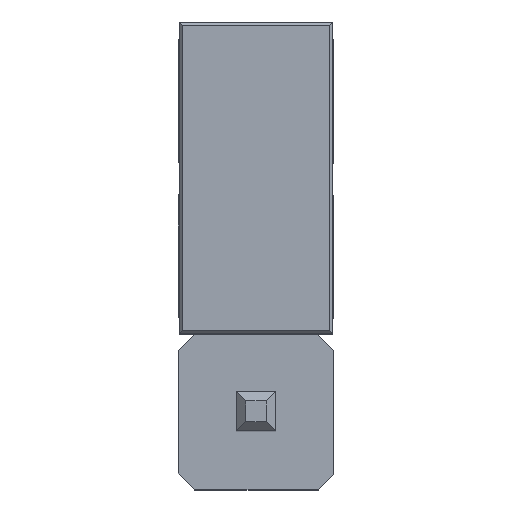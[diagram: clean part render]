
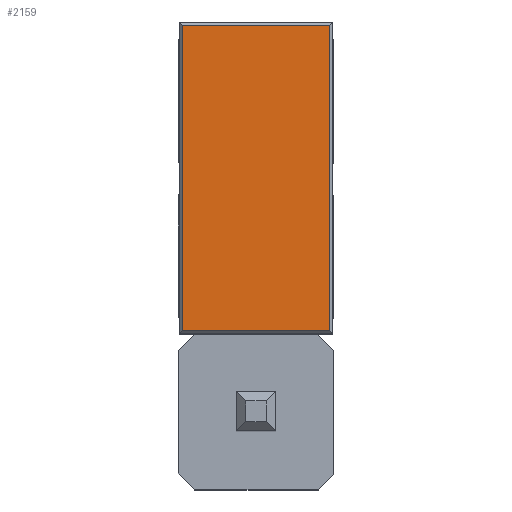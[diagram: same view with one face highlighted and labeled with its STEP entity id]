
A CAD part, top view. The second image highlights one B-rep face of the part: STEP entity #2159.
In plain terms, the highlighted planar face has unit normal (0, 0, 1).
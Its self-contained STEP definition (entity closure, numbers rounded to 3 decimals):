
#155=FACE_OUTER_BOUND('',#291,.T.);
#291=EDGE_LOOP('',(#1876,#1877,#1878,#1879));
#568=LINE('',#3409,#855);
#570=LINE('',#3414,#857);
#573=LINE('',#3418,#860);
#575=LINE('',#3421,#862);
#855=VECTOR('',#2809,10.);
#857=VECTOR('',#2813,10.);
#860=VECTOR('',#2818,10.);
#862=VECTOR('',#2822,10.);
#1046=VERTEX_POINT('',#3406);
#1047=VERTEX_POINT('',#3408);
#1048=VERTEX_POINT('',#3412);
#1049=VERTEX_POINT('',#3413);
#1322=EDGE_CURVE('',#1046,#1047,#568,.T.);
#1324=EDGE_CURVE('',#1048,#1049,#570,.T.);
#1327=EDGE_CURVE('',#1049,#1046,#573,.T.);
#1329=EDGE_CURVE('',#1047,#1048,#575,.T.);
#1876=ORIENTED_EDGE('',*,*,#1324,.F.);
#1877=ORIENTED_EDGE('',*,*,#1329,.F.);
#1878=ORIENTED_EDGE('',*,*,#1322,.F.);
#1879=ORIENTED_EDGE('',*,*,#1327,.F.);
#2033=PLANE('',#2305);
#2159=ADVANCED_FACE('',(#155),#2033,.T.);
#2305=AXIS2_PLACEMENT_3D('',#3424,#2826,#2827);
#2809=DIRECTION('',(-1.,0.,0.));
#2813=DIRECTION('',(1.,0.,0.));
#2818=DIRECTION('',(0.,-1.,0.));
#2822=DIRECTION('',(0.,1.,0.));
#2826=DIRECTION('center_axis',(0.,0.,1.));
#2827=DIRECTION('ref_axis',(0.,-1.,0.));
#3406=CARTESIAN_POINT('',(1.2,-1.22,11.04));
#3408=CARTESIAN_POINT('',(-1.2,-1.22,11.04));
#3409=CARTESIAN_POINT('',(0.,-1.22,11.04));
#3412=CARTESIAN_POINT('',(-1.2,3.76,11.04));
#3413=CARTESIAN_POINT('',(1.2,3.76,11.04));
#3414=CARTESIAN_POINT('',(0.,3.76,11.04));
#3418=CARTESIAN_POINT('',(1.2,2.54,11.04));
#3421=CARTESIAN_POINT('',(-1.2,2.54,11.04));
#3424=CARTESIAN_POINT('Origin',(0.,3.81,11.04));
